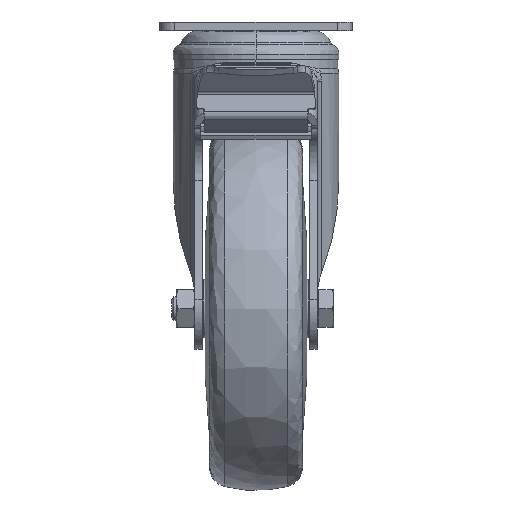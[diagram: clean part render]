
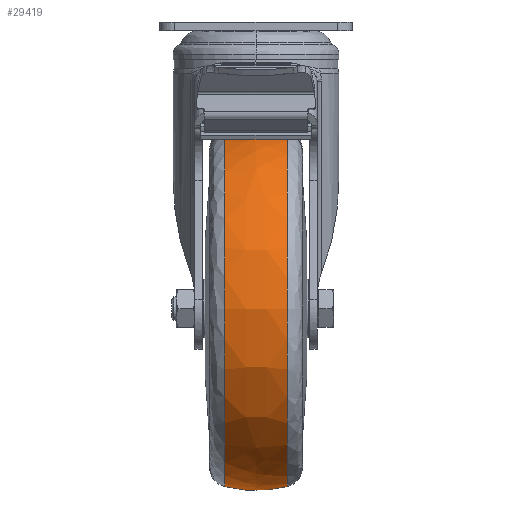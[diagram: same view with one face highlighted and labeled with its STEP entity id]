
A CAD part, front view. The second image highlights one B-rep face of the part: STEP entity #29419.
In plain terms, the highlighted free-form (B-spline) face has degree [3, 3] with [4, 4] control points.
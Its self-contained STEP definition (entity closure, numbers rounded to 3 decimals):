
#1306 = CARTESIAN_POINT ( 'NONE',  ( -3.621, -165.87, -0.435 ) ) ;
#2057 = VERTEX_POINT ( 'NONE', #8608 ) ;
#3555 = DIRECTION ( 'NONE',  ( -1., 0., 0. ) ) ;
#3693 = DIRECTION ( 'NONE',  ( 0., 0., -1. ) ) ;
#3799 = AXIS2_PLACEMENT_3D ( 'NONE', #15358, #3555, #52588 ) ;
#4995 = EDGE_CURVE ( 'NONE', #15484, #2057, #44316, .T. ) ;
#5463 = CARTESIAN_POINT ( 'NONE',  ( 3.621, -40., 125.435 ) ) ;
#5648 = CARTESIAN_POINT ( 'NONE',  ( -3.621, -165.87, 125.435 ) ) ;
#6981 = VERTEX_POINT ( 'NONE', #29862 ) ;
#8608 = CARTESIAN_POINT ( 'NONE',  ( 10.658, -40., 123.72 ) ) ;
#8648 = CARTESIAN_POINT ( 'NONE',  ( -10.658, -40., 62.5 ) ) ;
#9607 = CARTESIAN_POINT ( 'NONE',  ( -3.621, -40., 125.435 ) ) ;
#12371 = EDGE_CURVE ( 'NONE', #15027, #6981, #28868, .T. ) ;
#12812 = DIRECTION ( 'NONE',  ( 0., 0., -1. ) ) ;
#13223 = ORIENTED_EDGE ( 'NONE', *, *, #22554, .T. ) ;
#13615 = CARTESIAN_POINT ( 'NONE',  ( -10.658, -40., 1.28 ) ) ;
#13797 = CARTESIAN_POINT ( 'NONE',  ( 10.658, -162.439, 1.28 ) ) ;
#14760 = EDGE_LOOP ( 'NONE', ( #43238, #47707, #16678, #13223 ) ) ;
#15027 = VERTEX_POINT ( 'NONE', #27472 ) ;
#15358 = CARTESIAN_POINT ( 'NONE',  ( 10.658, -40., 62.5 ) ) ;
#15484 = VERTEX_POINT ( 'NONE', #33464 ) ;
#16678 = ORIENTED_EDGE ( 'NONE', *, *, #12371, .T. ) ;
#17117 = AXIS2_PLACEMENT_3D ( 'NONE', #8648, #46221, #12812 ) ;
#18125 = CARTESIAN_POINT ( 'NONE',  ( -10.658, -40., 123.72 ) ) ;
#19268 = AXIS2_PLACEMENT_3D ( 'NONE', #38944, #51063, #22697 ) ;
#20003 =( BOUNDED_SURFACE ( )  B_SPLINE_SURFACE ( 3, 3, ( 
 ( #13615, #42470, #26048, #18125 ),
 ( #30588, #1306, #5648, #9607 ),
 ( #30202, #34579, #34387, #5463 ),
 ( #38544, #13797, #34758, #42662 ) ),
 .UNSPECIFIED., .F., .F., .T. ) 
 B_SPLINE_SURFACE_WITH_KNOTS ( ( 4, 4 ),
 ( 4, 4 ),
 ( 0., 1. ),
 ( 0., 1. ),
 .UNSPECIFIED. ) 
 GEOMETRIC_REPRESENTATION_ITEM ( )  RATIONAL_B_SPLINE_SURFACE ( (
 ( 1., 0.333, 0.333, 1.),
 ( 0.981, 0.327, 0.327, 0.981),
 ( 0.981, 0.327, 0.327, 0.981),
 ( 1., 0.333, 0.333, 1.) ) ) 
 REPRESENTATION_ITEM ( '' )  SURFACE ( )  );
#22496 = CIRCLE ( 'NONE', #3799, 61.22 ) ;
#22554 = EDGE_CURVE ( 'NONE', #6981, #2057, #22496, .T. ) ;
#22697 = DIRECTION ( 'NONE',  ( 0., 0., 1. ) ) ;
#22861 = FACE_OUTER_BOUND ( 'NONE', #14760, .T. ) ;
#26048 = CARTESIAN_POINT ( 'NONE',  ( -10.658, -162.439, 123.72 ) ) ;
#27472 = CARTESIAN_POINT ( 'NONE',  ( -10.658, -40., 1.28 ) ) ;
#28868 = CIRCLE ( 'NONE', #42563, 45. ) ;
#29419 = ADVANCED_FACE ( 'NONE', ( #22861 ), #20003, .T. ) ;
#29862 = CARTESIAN_POINT ( 'NONE',  ( 10.658, -40., 1.28 ) ) ;
#30202 = CARTESIAN_POINT ( 'NONE',  ( 3.621, -40., -0.435 ) ) ;
#30588 = CARTESIAN_POINT ( 'NONE',  ( -3.621, -40., -0.435 ) ) ;
#32444 = DIRECTION ( 'NONE',  ( 0., -1., 0. ) ) ;
#33464 = CARTESIAN_POINT ( 'NONE',  ( -10.658, -40., 123.72 ) ) ;
#34163 = EDGE_CURVE ( 'NONE', #15484, #15027, #35197, .T. ) ;
#34387 = CARTESIAN_POINT ( 'NONE',  ( 3.621, -165.87, 125.435 ) ) ;
#34579 = CARTESIAN_POINT ( 'NONE',  ( 3.621, -165.87, -0.435 ) ) ;
#34758 = CARTESIAN_POINT ( 'NONE',  ( 10.658, -162.439, 123.72 ) ) ;
#35197 = CIRCLE ( 'NONE', #17117, 61.22 ) ;
#38544 = CARTESIAN_POINT ( 'NONE',  ( 10.658, -40., 1.28 ) ) ;
#38944 = CARTESIAN_POINT ( 'NONE',  ( 0., -40., 80. ) ) ;
#42470 = CARTESIAN_POINT ( 'NONE',  ( -10.658, -162.439, 1.28 ) ) ;
#42563 = AXIS2_PLACEMENT_3D ( 'NONE', #53247, #32444, #3693 ) ;
#42662 = CARTESIAN_POINT ( 'NONE',  ( 10.658, -40., 123.72 ) ) ;
#43238 = ORIENTED_EDGE ( 'NONE', *, *, #4995, .F. ) ;
#44316 = CIRCLE ( 'NONE', #19268, 45. ) ;
#46221 = DIRECTION ( 'NONE',  ( 1., 0., 0. ) ) ;
#47707 = ORIENTED_EDGE ( 'NONE', *, *, #34163, .T. ) ;
#51063 = DIRECTION ( 'NONE',  ( 0., 1., 0. ) ) ;
#52588 = DIRECTION ( 'NONE',  ( 0., 0., -1. ) ) ;
#53247 = CARTESIAN_POINT ( 'NONE',  ( 0., -40., 45. ) ) ;
